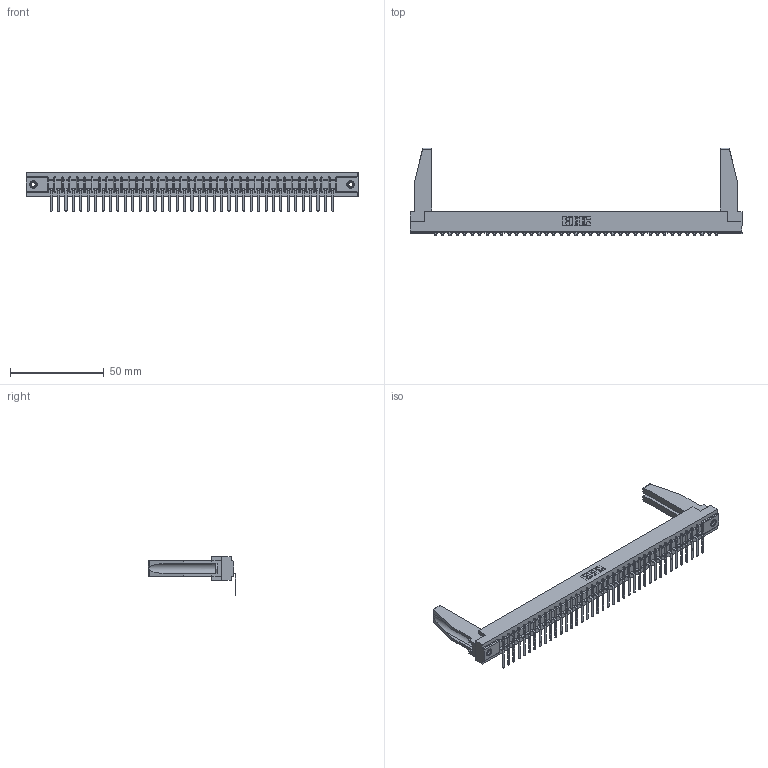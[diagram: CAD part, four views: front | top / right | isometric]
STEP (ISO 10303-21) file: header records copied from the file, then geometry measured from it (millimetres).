
FILE_DESCRIPTION (( 'STEP AP203' ), '1' );
FILE_NAME ('307-039-557-178.STEP', '2019-09-05T10:08:53', ( '' ), ( '' ), 'SwSTEP 2.0', 'SolidWorks 2016', '' );
FILE_SCHEMA (( 'CONFIG_CONTROL_DESIGN' ));
Length unit declared in the file: inch
Products named in the file (5): 345-250-001_345-250-001-102; 307 Part_.156 Dia Mounting Holes; 307-290-002_557; 307-220-078; 307-039-557-178
Assembly tree (44 placements, depth 2):
  307-039-557-178
    307 Part_.156 Dia Mounting Holes
    307-290-002_557  x39
    307-220-078  x2
    345-250-001_345-250-001-102  x2
Bounding box: 177.55 x 47.03 x 20.66 mm (x, y, z)
Volume: 23075.9 mm3; surface area: 28437.3 mm2
Topology: 44 solids, 44 shells, 3330 faces, 10169 edges, 6662 vertices
Faces by surface type: plane 1987, cylinder 1247, sphere 80, cone 12, torus 4
Entity records: 37097 total; most frequent: CARTESIAN_POINT 6258, ORIENTED_EDGE 6204, DIRECTION 6038, EDGE_CURVE 3102, LINE 2378, VECTOR 2378, VERTEX_POINT 2008, AXIS2_PLACEMENT_3D 1830
